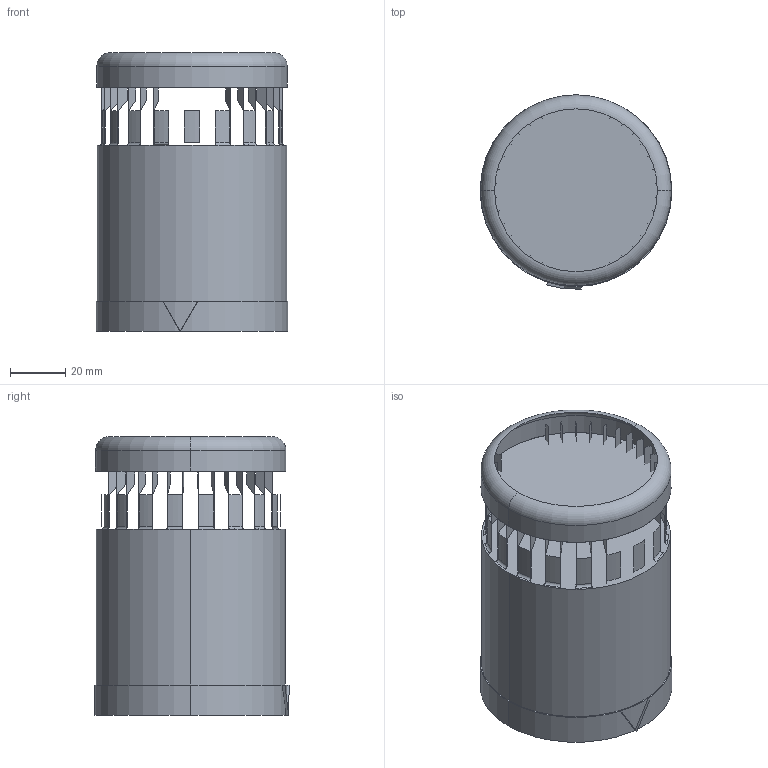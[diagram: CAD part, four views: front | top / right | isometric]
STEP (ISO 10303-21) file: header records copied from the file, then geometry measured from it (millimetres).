
FILE_DESCRIPTION((''),'2;1');
FILE_NAME('SFP-70mm-strobe-piezo SS.stp','2012-12-11T09:52:11',(''),(''),'Mechanical Desktop 2011','Mechanical Desktop 2011',', , ');
FILE_SCHEMA(('CONFIG_CONTROL_DESIGN'));
Length unit declared in the file: millimetre
Products named in the file (1): Product
Bounding box: 69.5 x 70.45 x 101 mm (x, y, z)
Volume: 250557.3 mm3; surface area: 31986.9 mm2
Topology: 1 solids, 37 shells, 74 faces, 453 edges, 456 vertices
Faces by surface type: bspline 31, cylinder 24, torus 16, plane 3
Entity records: 4914 total; most frequent: CARTESIAN_POINT 2131, QUASI_UNIFORM_CURVE 456, DIRECTION 362, PCURVE 262, COMPOSITE_CURVE_SEGMENT 262, ORIENTED_EDGE 196, EDGE_CURVE 184, VERTEX_POINT 180
